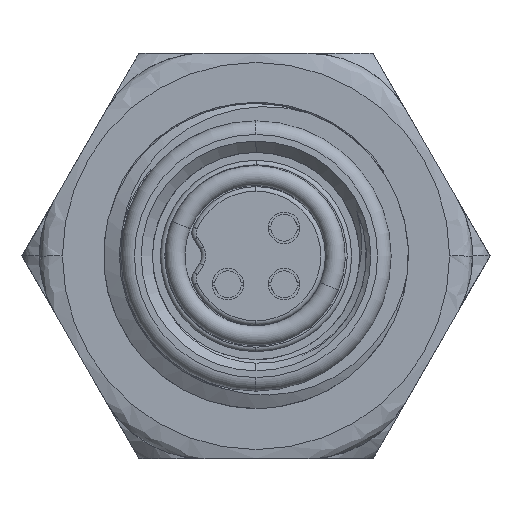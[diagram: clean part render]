
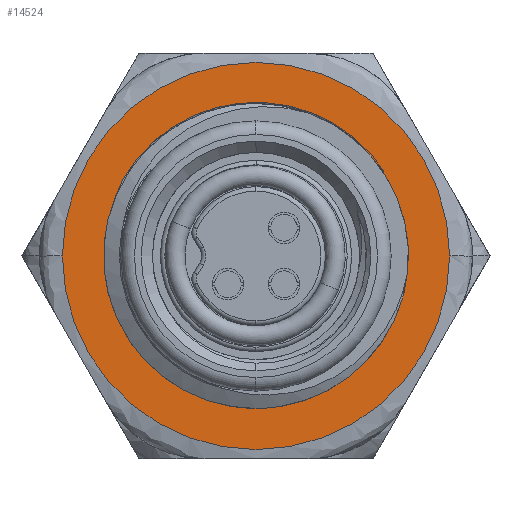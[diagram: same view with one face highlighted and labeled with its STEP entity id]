
A CAD part, left-side view. The second image highlights one B-rep face of the part: STEP entity #14524.
In plain terms, the highlighted planar face has unit normal (-1, 0, 0).
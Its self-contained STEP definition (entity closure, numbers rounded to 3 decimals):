
#83 = CARTESIAN_POINT ( 'NONE',  ( 0., 4.298, 0. ) ) ;
#129 = DIRECTION ( 'NONE',  ( -1., 0., 0. ) ) ;
#489 = CARTESIAN_POINT ( 'NONE',  ( 0., -2.858, 1.677 ) ) ;
#542 = CARTESIAN_POINT ( 'NONE',  ( 0., -3.094, 1.063 ) ) ;
#645 = CARTESIAN_POINT ( 'NONE',  ( 0., -3.137, 0.851 ) ) ;
#837 = CARTESIAN_POINT ( 'NONE',  ( 0., 2.424, 2.413 ) ) ;
#976 = CARTESIAN_POINT ( 'NONE',  ( 0., -1.502, 3.072 ) ) ;
#1279 = CARTESIAN_POINT ( 'NONE',  ( 0., 0., 0. ) ) ;
#1635 = CARTESIAN_POINT ( 'NONE',  ( 0., -1.697, 2.96 ) ) ;
#1648 = CARTESIAN_POINT ( 'NONE',  ( 0., -4.298, 0. ) ) ;
#1657 = CARTESIAN_POINT ( 'NONE',  ( 0., 3.135, 1.296 ) ) ;
#1705 = CARTESIAN_POINT ( 'NONE',  ( 0., 0., 0. ) ) ;
#1803 = CARTESIAN_POINT ( 'NONE',  ( 0., 0., 0. ) ) ;
#1813 = CARTESIAN_POINT ( 'NONE',  ( 0., 3.137, -0.851 ) ) ;
#2036 = CARTESIAN_POINT ( 'NONE',  ( 0., 1.716, 2.958 ) ) ;
#2156 = CARTESIAN_POINT ( 'NONE',  ( 0., 2.96, 1.697 ) ) ;
#2485 = ORIENTED_EDGE ( 'NONE', *, *, #8204, .T. ) ;
#2504 = AXIS2_PLACEMENT_3D ( 'NONE', #11255, #7910, #6773 ) ;
#2711 = DIRECTION ( 'NONE',  ( 0., 0., -1. ) ) ;
#2943 = VERTEX_POINT ( 'NONE', #1648 ) ;
#2964 = CARTESIAN_POINT ( 'NONE',  ( 0., 3.257, -0.429 ) ) ;
#3227 = AXIS2_PLACEMENT_3D ( 'NONE', #1803, #5377, #4137 ) ;
#3540 = EDGE_LOOP ( 'NONE', ( #2485, #9444, #3891, #12501, #9639 ) ) ;
#3562 = EDGE_CURVE ( 'NONE', #5908, #13860, #10820, .T. ) ;
#3875 = DIRECTION ( 'NONE',  ( 0., 0., -1. ) ) ;
#3891 = ORIENTED_EDGE ( 'NONE', *, *, #3562, .T. ) ;
#3919 = EDGE_LOOP ( 'NONE', ( #5874, #12512 ) ) ;
#3998 = CARTESIAN_POINT ( 'NONE',  ( 0., 2.96, 1.697 ) ) ;
#4046 = EDGE_CURVE ( 'NONE', #10565, #5908, #12150, .T. ) ;
#4100 = CARTESIAN_POINT ( 'NONE',  ( 0., 3.286, 0.658 ) ) ;
#4137 = DIRECTION ( 'NONE',  ( 0., 0., -1. ) ) ;
#4233 = CARTESIAN_POINT ( 'NONE',  ( 0., 1.318, 3.155 ) ) ;
#4278 = CARTESIAN_POINT ( 'NONE',  ( 0., 0.013, 3.42 ) ) ;
#4362 = CARTESIAN_POINT ( 'NONE',  ( 0., 0.676, 3.352 ) ) ;
#4734 = CIRCLE ( 'NONE', #13325, 4.298 ) ;
#4881 = FACE_BOUND ( 'NONE', #3540, .T. ) ;
#5021 = DIRECTION ( 'NONE',  ( 1., 0., 0. ) ) ;
#5327 = CARTESIAN_POINT ( 'NONE',  ( 0., 0.456, 3.389 ) ) ;
#5377 = DIRECTION ( 'NONE',  ( 1., 0., 0. ) ) ;
#5414 = CARTESIAN_POINT ( 'NONE',  ( 0., -0.873, 3.306 ) ) ;
#5771 = DIRECTION ( 'NONE',  ( 0., 0., 1. ) ) ;
#5874 = ORIENTED_EDGE ( 'NONE', *, *, #8011, .T. ) ;
#5908 = VERTEX_POINT ( 'NONE', #6416 ) ;
#5969 = CARTESIAN_POINT ( 'NONE',  ( 0., -1.697, 2.96 ) ) ;
#6119 = EDGE_CURVE ( 'NONE', #13860, #11718, #6883, .T. ) ;
#6216 = AXIS2_PLACEMENT_3D ( 'NONE', #1705, #10569, #2711 ) ;
#6217 = VERTEX_POINT ( 'NONE', #12323 ) ;
#6232 = CARTESIAN_POINT ( 'NONE',  ( 0., 3.317, 0.222 ) ) ;
#6322 = CARTESIAN_POINT ( 'NONE',  ( 0., -2.363, 2.398 ) ) ;
#6416 = CARTESIAN_POINT ( 'NONE',  ( 0., 3.137, -0.851 ) ) ;
#6417 = CARTESIAN_POINT ( 'NONE',  ( 0., -1.881, 2.839 ) ) ;
#6773 = DIRECTION ( 'NONE',  ( 0., 0., 1. ) ) ;
#6883 = B_SPLINE_CURVE_WITH_KNOTS ( 'NONE', 3,
 ( #9951, #12140, #8750, #837, #10044, #14530, #2036, #4233, #8808, #4362, #5327, #4278, #11181, #12236, #5414, #12192, #976, #7611 ),
 .UNSPECIFIED., .F., .F.,
 ( 4, 2, 2, 2, 2, 2, 2, 2, 4 ),
 ( 0., 0.001, 0.001, 0.002, 0.003, 0.003, 0.004, 0.005, 0.005 ),
 .UNSPECIFIED. ) ;
#7328 = CARTESIAN_POINT ( 'NONE',  ( 0., 3.207, -0.645 ) ) ;
#7368 = CARTESIAN_POINT ( 'NONE',  ( 0., -2.753, 1.868 ) ) ;
#7383 = CARTESIAN_POINT ( 'NONE',  ( 0., 3.058, 1.5 ) ) ;
#7467 = CARTESIAN_POINT ( 'NONE',  ( 0., -3.029, 1.273 ) ) ;
#7611 = CARTESIAN_POINT ( 'NONE',  ( 0., -1.697, 2.96 ) ) ;
#7910 = DIRECTION ( 'NONE',  ( -1., 0., 0. ) ) ;
#8011 = EDGE_CURVE ( 'NONE', #14774, #2943, #4734, .T. ) ;
#8204 = EDGE_CURVE ( 'NONE', #6217, #10565, #12943, .T. ) ;
#8471 = CARTESIAN_POINT ( 'NONE',  ( 0., 3.249, 0.876 ) ) ;
#8750 = CARTESIAN_POINT ( 'NONE',  ( 0., 2.717, 2.077 ) ) ;
#8808 = CARTESIAN_POINT ( 'NONE',  ( 0., 1.11, 3.235 ) ) ;
#9444 = ORIENTED_EDGE ( 'NONE', *, *, #4046, .T. ) ;
#9639 = ORIENTED_EDGE ( 'NONE', *, *, #11867, .T. ) ;
#9710 = PLANE ( 'NONE',  #3227 ) ;
#9951 = CARTESIAN_POINT ( 'NONE',  ( 0., 2.96, 1.697 ) ) ;
#10044 = CARTESIAN_POINT ( 'NONE',  ( 0., 2.262, 2.565 ) ) ;
#10565 = VERTEX_POINT ( 'NONE', #12644 ) ;
#10569 = DIRECTION ( 'NONE',  ( 1., 0., 0. ) ) ;
#10820 = B_SPLINE_CURVE_WITH_KNOTS ( 'NONE', 3,
 ( #1813, #7328, #2964, #12060, #6232, #4100, #8471, #1657, #7383, #3998 ),
 .UNSPECIFIED., .F., .F.,
 ( 4, 2, 2, 2, 4 ),
 ( 0.004, 0.004, 0.005, 0.006, 0.006 ),
 .UNSPECIFIED. ) ;
#11181 = CARTESIAN_POINT ( 'NONE',  ( 0., -0.213, 3.413 ) ) ;
#11255 = CARTESIAN_POINT ( 'NONE',  ( 0., 0., 0. ) ) ;
#11520 = AXIS2_PLACEMENT_3D ( 'NONE', #11791, #5021, #3875 ) ;
#11718 = VERTEX_POINT ( 'NONE', #5969 ) ;
#11791 = CARTESIAN_POINT ( 'NONE',  ( 0., 0., 0. ) ) ;
#11867 = EDGE_CURVE ( 'NONE', #11718, #6217, #13052, .T. ) ;
#12060 = CARTESIAN_POINT ( 'NONE',  ( 0., 3.312, 0.005 ) ) ;
#12140 = CARTESIAN_POINT ( 'NONE',  ( 0., 2.848, 1.893 ) ) ;
#12150 = CIRCLE ( 'NONE', #6216, 3.25 ) ;
#12192 = CARTESIAN_POINT ( 'NONE',  ( 0., -1.295, 3.165 ) ) ;
#12236 = CARTESIAN_POINT ( 'NONE',  ( 0., -0.656, 3.356 ) ) ;
#12323 = CARTESIAN_POINT ( 'NONE',  ( 0., -3.137, 0.851 ) ) ;
#12501 = ORIENTED_EDGE ( 'NONE', *, *, #6119, .T. ) ;
#12512 = ORIENTED_EDGE ( 'NONE', *, *, #14055, .T. ) ;
#12528 = FACE_OUTER_BOUND ( 'NONE', #3919, .T. ) ;
#12644 = CARTESIAN_POINT ( 'NONE',  ( 0., 0., -3.25 ) ) ;
#12943 = CIRCLE ( 'NONE', #11520, 3.25 ) ;
#13052 = B_SPLINE_CURVE_WITH_KNOTS ( 'NONE', 3,
 ( #1635, #6417, #13133, #6322, #14289, #7368, #489, #7467, #542, #645 ),
 .UNSPECIFIED., .F., .F.,
 ( 4, 2, 2, 2, 4 ),
 ( 0., 0.001, 0.001, 0.002, 0.003 ),
 .UNSPECIFIED. ) ;
#13133 = CARTESIAN_POINT ( 'NONE',  ( 0., -2.051, 2.702 ) ) ;
#13325 = AXIS2_PLACEMENT_3D ( 'NONE', #1279, #129, #5771 ) ;
#13860 = VERTEX_POINT ( 'NONE', #2156 ) ;
#14055 = EDGE_CURVE ( 'NONE', #2943, #14774, #14660, .T. ) ;
#14289 = CARTESIAN_POINT ( 'NONE',  ( 0., -2.507, 2.228 ) ) ;
#14524 = ADVANCED_FACE ( 'NONE', ( #4881, #12528 ), #9710, .F. ) ;
#14530 = CARTESIAN_POINT ( 'NONE',  ( 0., 1.908, 2.838 ) ) ;
#14660 = CIRCLE ( 'NONE', #2504, 4.298 ) ;
#14774 = VERTEX_POINT ( 'NONE', #83 ) ;
